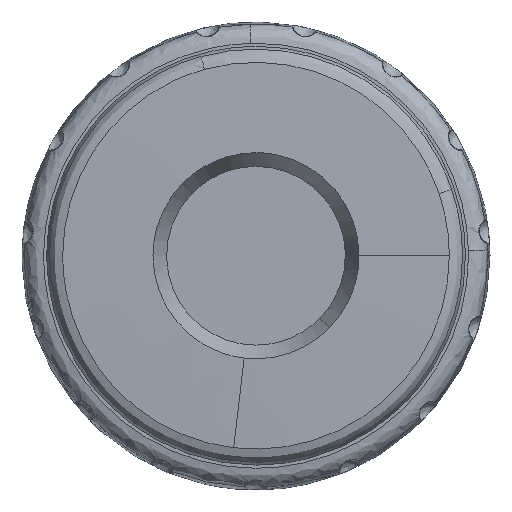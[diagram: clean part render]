
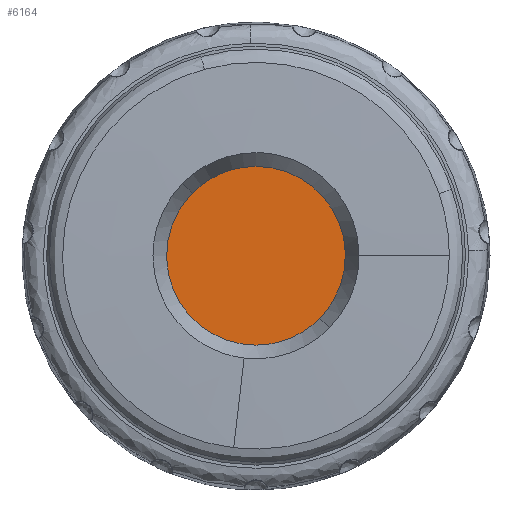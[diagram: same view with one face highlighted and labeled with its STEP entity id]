
A CAD part, top view. The second image highlights one B-rep face of the part: STEP entity #6164.
In plain terms, the highlighted free-form (B-spline) face has degree [1, 1] with [2, 2] control points.
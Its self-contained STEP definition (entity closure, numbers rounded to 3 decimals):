
#1001=CARTESIAN_POINT('',(6.1,0.0,16.0));
#1002=VERTEX_POINT('',#1001);
#1003=CARTESIAN_POINT('',(4.351,-4.276,16.));
#1004=VERTEX_POINT('',#1003);
#1005=CARTESIAN_POINT('',(6.1,0.0,16.0));
#1006=CARTESIAN_POINT('',(6.1,-0.321,16.));
#1007=CARTESIAN_POINT('',(6.055,-0.888,16.));
#1008=CARTESIAN_POINT('',(5.889,-1.636,16.));
#1009=CARTESIAN_POINT('',(5.607,-2.467,16.));
#1010=CARTESIAN_POINT('',(5.135,-3.368,16.));
#1011=CARTESIAN_POINT('',(4.619,-4.003,16.));
#1012=CARTESIAN_POINT('',(4.351,-4.276,16.));
#1013=B_SPLINE_CURVE_WITH_KNOTS('',3,(#1005,#1006,#1007,#1008,#1009,#1010,#1011,#1012),.UNSPECIFIED.,.F.,.U.,(4,1,1,1,1,4),(0.,0.962,1.703,2.295,3.59,4.738),.UNSPECIFIED.);
#1014=EDGE_CURVE('',#1002,#1004,#1013,.T.);
#1066=CARTESIAN_POINT('',(-4.351,4.276,16.));
#1067=VERTEX_POINT('',#1066);
#1073=CARTESIAN_POINT('',(0.,6.1,16.0));
#1074=VERTEX_POINT('',#1073);
#1075=CARTESIAN_POINT('',(-4.351,4.276,16.));
#1076=CARTESIAN_POINT('',(-4.112,4.519,16.));
#1077=CARTESIAN_POINT('',(-3.68,4.89,16.));
#1078=CARTESIAN_POINT('',(-3.021,5.313,16.));
#1079=CARTESIAN_POINT('',(-2.41,5.617,16.));
#1080=CARTESIAN_POINT('',(-1.675,5.886,16.));
#1081=CARTESIAN_POINT('',(-0.858,6.061,16.));
#1082=CARTESIAN_POINT('',(-0.265,6.1,16.));
#1083=CARTESIAN_POINT('',(0.,6.1,16.0));
#1084=B_SPLINE_CURVE_WITH_KNOTS('',3,(#1075,#1076,#1077,#1078,#1079,#1080,#1081,#1082,#1083),.UNSPECIFIED.,.F.,.U.,(4,1,1,1,1,1,4),(0.,1.022,1.703,2.346,3.065,4.049,4.844),.UNSPECIFIED.);
#1085=EDGE_CURVE('',#1067,#1074,#1084,.T.);
#1087=CARTESIAN_POINT('',(0.,6.1,16.0));
#1088=CARTESIAN_POINT('',(0.412,6.1,16.));
#1089=CARTESIAN_POINT('',(1.098,6.03,16.));
#1090=CARTESIAN_POINT('',(2.05,5.767,16.));
#1091=CARTESIAN_POINT('',(2.887,5.402,16.));
#1092=CARTESIAN_POINT('',(3.763,4.843,16.));
#1093=CARTESIAN_POINT('',(4.489,4.169,16.));
#1094=CARTESIAN_POINT('',(5.112,3.371,16.));
#1095=CARTESIAN_POINT('',(5.628,2.454,16.));
#1096=CARTESIAN_POINT('',(6.01,1.285,16.));
#1097=CARTESIAN_POINT('',(6.1,0.424,16.));
#1098=CARTESIAN_POINT('',(6.1,0.0,16.0));
#1099=B_SPLINE_CURVE_WITH_KNOTS('',3,(#1087,#1088,#1089,#1090,#1091,#1092,#1093,#1094,#1095,#1096,#1097,#1098),.UNSPECIFIED.,.F.,.U.,(4,1,1,1,1,1,1,1,1,4),(0.,1.235,2.059,2.957,3.968,5.165,5.914,6.999,8.309,9.582),.UNSPECIFIED.);
#1100=EDGE_CURVE('',#1074,#1002,#1099,.T.);
#1123=CARTESIAN_POINT('',(0.,-6.1,16.0));
#1124=VERTEX_POINT('',#1123);
#1125=CARTESIAN_POINT('',(4.351,-4.276,16.));
#1126=CARTESIAN_POINT('',(4.139,-4.492,16.));
#1127=CARTESIAN_POINT('',(3.663,-4.908,16.));
#1128=CARTESIAN_POINT('',(2.904,-5.389,16.));
#1129=CARTESIAN_POINT('',(2.199,-5.703,16.));
#1130=CARTESIAN_POINT('',(1.514,-5.922,16.));
#1131=CARTESIAN_POINT('',(0.807,-6.065,16.));
#1132=CARTESIAN_POINT('',(0.265,-6.1,16.));
#1133=CARTESIAN_POINT('',(0.,-6.1,16.0));
#1134=B_SPLINE_CURVE_WITH_KNOTS('',3,(#1125,#1126,#1127,#1128,#1129,#1130,#1131,#1132,#1133),.UNSPECIFIED.,.F.,.U.,(4,1,1,1,1,1,4),(0.,0.908,1.892,2.687,3.217,4.049,4.844),.UNSPECIFIED.);
#1135=EDGE_CURVE('',#1004,#1124,#1134,.T.);
#1137=CARTESIAN_POINT('',(-6.1,0.0,16.0));
#1138=VERTEX_POINT('',#1137);
#1139=CARTESIAN_POINT('',(0.,-6.1,16.0));
#1140=CARTESIAN_POINT('',(-0.499,-6.1,16.0));
#1141=CARTESIAN_POINT('',(-1.273,-6.005,16.0));
#1142=CARTESIAN_POINT('',(-2.212,-5.7,16.));
#1143=CARTESIAN_POINT('',(-2.95,-5.36,16.));
#1144=CARTESIAN_POINT('',(-3.658,-4.911,16.));
#1145=CARTESIAN_POINT('',(-4.252,-4.393,16.));
#1146=CARTESIAN_POINT('',(-4.841,-3.747,16.));
#1147=CARTESIAN_POINT('',(-5.307,-3.063,16.));
#1148=CARTESIAN_POINT('',(-5.676,-2.27,16.));
#1149=CARTESIAN_POINT('',(-5.917,-1.547,16.));
#1150=CARTESIAN_POINT('',(-6.066,-0.798,16.));
#1151=CARTESIAN_POINT('',(-6.1,-0.25,16.));
#1152=CARTESIAN_POINT('',(-6.1,0.0,16.0));
#1153=B_SPLINE_CURVE_WITH_KNOTS('',3,(#1139,#1140,#1141,#1142,#1143,#1144,#1145,#1146,#1147,#1148,#1149,#1150,#1151,#1152),.UNSPECIFIED.,.F.,.U.,(4,1,1,1,1,1,1,1,1,1,1,4),(0.,1.497,2.321,2.957,3.93,4.828,5.315,6.55,7.299,7.935,8.833,9.582),.UNSPECIFIED.);
#1154=EDGE_CURVE('',#1124,#1138,#1153,.T.);
#1156=CARTESIAN_POINT('',(-6.1,0.0,16.0));
#1157=CARTESIAN_POINT('',(-6.1,0.444,16.));
#1158=CARTESIAN_POINT('',(-6.028,1.098,16.));
#1159=CARTESIAN_POINT('',(-5.778,2.003,16.));
#1160=CARTESIAN_POINT('',(-5.485,2.712,16.));
#1161=CARTESIAN_POINT('',(-5.018,3.513,16.));
#1162=CARTESIAN_POINT('',(-4.61,4.012,16.));
#1163=CARTESIAN_POINT('',(-4.351,4.276,16.));
#1164=B_SPLINE_CURVE_WITH_KNOTS('',3,(#1156,#1157,#1158,#1159,#1160,#1161,#1162,#1163),.UNSPECIFIED.,.F.,.U.,(4,1,1,1,1,4),(0.,1.332,1.962,2.813,3.627,4.738),.UNSPECIFIED.);
#1165=EDGE_CURVE('',#1138,#1067,#1164,.T.);
#6151=CARTESIAN_POINT('',(-6.709,-6.709,16.0));
#6152=CARTESIAN_POINT('',(6.709,-6.709,16.0));
#6153=CARTESIAN_POINT('',(-6.709,6.709,16.0));
#6154=CARTESIAN_POINT('',(6.709,6.709,16.0));
#6155=B_SPLINE_SURFACE_WITH_KNOTS('',1,1,((#6151,#6153),(#6152,#6154)),.UNSPECIFIED.,.F.,.F.,.U.,(2,2),(2,2),(0.0,13.419),(0.0,13.419),.UNSPECIFIED.);
#6156=ORIENTED_EDGE('',*,*,#1154,.F.);
#6157=ORIENTED_EDGE('',*,*,#1135,.F.);
#6158=ORIENTED_EDGE('',*,*,#1014,.F.);
#6159=ORIENTED_EDGE('',*,*,#1100,.F.);
#6160=ORIENTED_EDGE('',*,*,#1085,.F.);
#6161=ORIENTED_EDGE('',*,*,#1165,.F.);
#6162=EDGE_LOOP('',(#6156,#6157,#6158,#6159,#6160,#6161));
#6163=FACE_OUTER_BOUND('',#6162,.T.);
#6164=ADVANCED_FACE('',(#6163),#6155,.T.);
